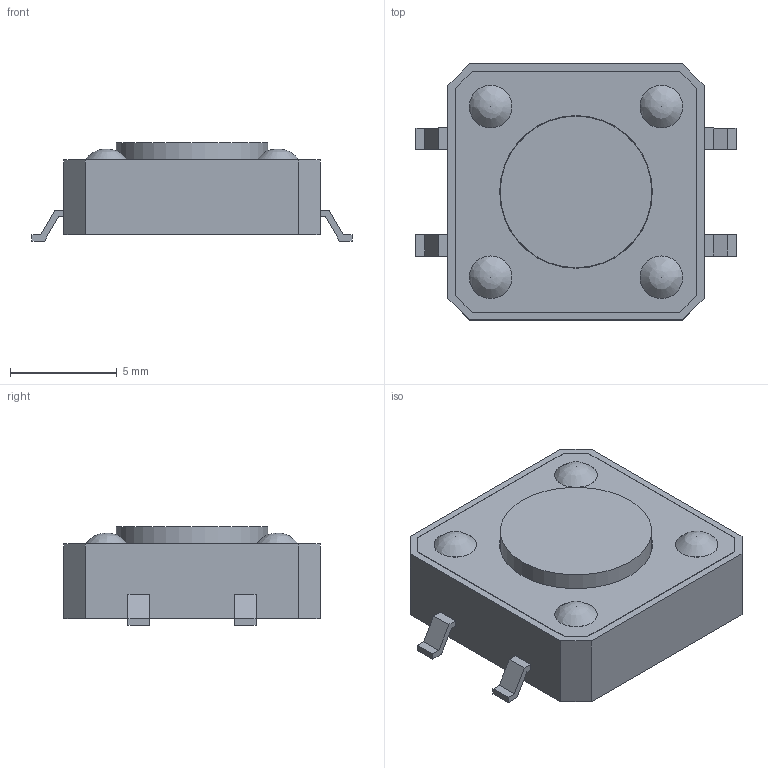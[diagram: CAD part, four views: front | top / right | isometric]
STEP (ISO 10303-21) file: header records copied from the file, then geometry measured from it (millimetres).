
FILE_DESCRIPTION(('FreeCAD Model'),'2;1');
FILE_NAME('12mm_tactile_smd.step', '2020-01-16T18:43:00',('Author'),(''), 'Open CASCADE STEP processor 7.3','FreeCAD','Unknown');
FILE_SCHEMA(('AUTOMOTIVE_DESIGN { 1 0 10303 214 1 1 1 1 }'));
Length unit declared in the file: millimetre
Products named in the file (1): TL3300DFxxxQ_v2
Bounding box: 15 x 12 x 4.6 mm (x, y, z)
Volume: 444 mm3; surface area: 763.8 mm2
Topology: 1 solids, 1 shells, 176 faces, 445 edges, 291 vertices
Faces by surface type: plane 135, cylinder 32, torus 4, bspline 4, cone 1
Full cylindrical faces by diameter (mm): 2 x4, 3 x1, 4.84 x1, 7.1 x1, 7.15 x1
Entity records: 6541 total; most frequent: CARTESIAN_POINT 1013, ORIENTED_EDGE 882, DIRECTION 860, EDGE_CURVE 441, LINE 368, VECTOR 368, VERTEX_POINT 291, AXIS2_PLACEMENT_3D 246
